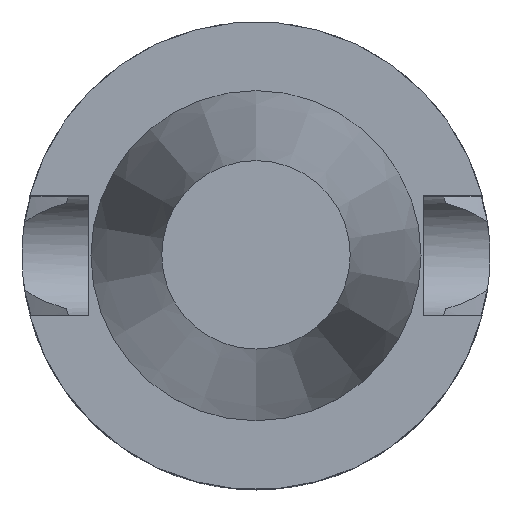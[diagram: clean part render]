
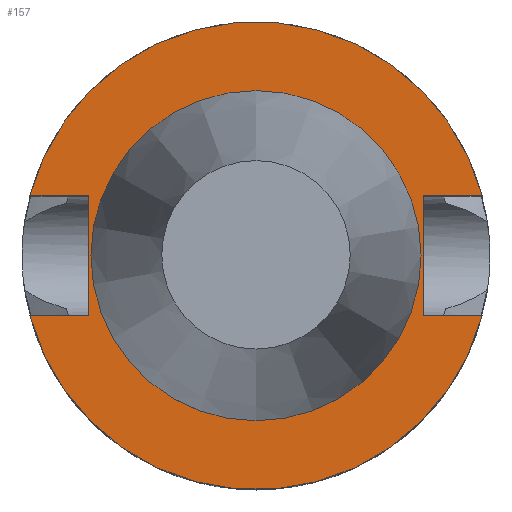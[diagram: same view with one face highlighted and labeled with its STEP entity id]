
A CAD part, top view. The second image highlights one B-rep face of the part: STEP entity #157.
In plain terms, the highlighted planar face has unit normal (0, 0, 1).
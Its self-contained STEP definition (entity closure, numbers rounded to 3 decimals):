
#146=EDGE_CURVE('240[2]',#392,#341,#393,.T.);
#150=EDGE_CURVE('240[2]',#341,#345,#398,.T.);
#157=ADVANCED_FACE('240[2]',(#407,#408),#409,.T.);
#161=EDGE_CURVE('240[2]',#415,#415,#416,.T.);
#206=EDGE_CURVE('240[2]',#375,#482,#483,.T.);
#208=EDGE_CURVE('240[2]',#485,#444,#486,.T.);
#213=EDGE_CURVE('240[2]',#345,#444,#492,.T.);
#258=EDGE_CURVE('240[2]',#553,#375,#554,.T.);
#270=EDGE_CURVE('240[2]',#392,#482,#568,.T.);
#295=EDGE_CURVE('240[2]',#485,#553,#598,.T.);
#341=VERTEX_POINT('',#642);
#345=VERTEX_POINT('',#648);
#375=VERTEX_POINT('',#696);
#392=VERTEX_POINT('',#718);
#393=LINE('',#719,#720);
#398=LINE('',#728,#729);
#407=FACE_OUTER_BOUND('',#742,.T.);
#408=FACE_BOUND('',#743,.T.);
#409=PLANE('',#744);
#415=VERTEX_POINT('',#753);
#416=CIRCLE('',#754,22.225);
#444=VERTEX_POINT('',#802);
#482=VERTEX_POINT('',#880);
#483=LINE('',#881,#882);
#485=VERTEX_POINT('',#885);
#486=CIRCLE('',#886,31.5);
#492=LINE('',#894,#895);
#553=VERTEX_POINT('',#1078);
#554=LINE('',#1079,#1080);
#568=CIRCLE('',#1109,31.5);
#598=LINE('',#1226,#1227);
#642=CARTESIAN_POINT('',(22.5,-8.05,-2.0));
#648=CARTESIAN_POINT('',(22.5,8.05,-2.0));
#696=CARTESIAN_POINT('',(-22.5,-8.05,-2.0));
#718=CARTESIAN_POINT('',(30.454,-8.05,-2.0));
#719=CARTESIAN_POINT('',(11.25,-8.05,-2.0));
#720=VECTOR('',#1362,1.0);
#728=CARTESIAN_POINT('',(22.5,13.431,-2.0));
#729=VECTOR('',#1364,1.0);
#742=EDGE_LOOP('',(#1370,#1371,#1372,#1373,#1374,#1375,#1376,#1377));
#743=EDGE_LOOP('',(#1378));
#744=AXIS2_PLACEMENT_3D('',#1379,#1380,#1381);
#753=CARTESIAN_POINT('',(0.,22.225,-2.0));
#754=AXIS2_PLACEMENT_3D('',#1383,#1384,#1385);
#802=CARTESIAN_POINT('',(30.454,8.05,-2.0));
#880=CARTESIAN_POINT('',(-30.454,-8.05,-2.0));
#881=CARTESIAN_POINT('',(-11.25,-8.05,-2.0));
#882=VECTOR('',#1457,1.0);
#885=CARTESIAN_POINT('',(-30.454,8.05,-2.0));
#886=AXIS2_PLACEMENT_3D('',#1458,#1459,#1460);
#894=CARTESIAN_POINT('',(11.25,8.05,-2.0));
#895=VECTOR('',#1466,1.0);
#1078=CARTESIAN_POINT('',(-22.5,8.05,-2.0));
#1079=CARTESIAN_POINT('',(-22.5,13.431,-2.0));
#1080=VECTOR('',#1541,1.0);
#1109=AXIS2_PLACEMENT_3D('',#1558,#1559,#1560);
#1226=CARTESIAN_POINT('',(-11.25,8.05,-2.0));
#1227=VECTOR('',#1593,1.0);
#1362=DIRECTION('',(-1.0,0.,0.));
#1364=DIRECTION('',(0.,1.0,0.));
#1370=ORIENTED_EDGE('',*,*,#206,.T.);
#1371=ORIENTED_EDGE('',*,*,#270,.F.);
#1372=ORIENTED_EDGE('',*,*,#146,.T.);
#1373=ORIENTED_EDGE('',*,*,#150,.T.);
#1374=ORIENTED_EDGE('',*,*,#213,.T.);
#1375=ORIENTED_EDGE('',*,*,#208,.F.);
#1376=ORIENTED_EDGE('',*,*,#295,.T.);
#1377=ORIENTED_EDGE('',*,*,#258,.T.);
#1378=ORIENTED_EDGE('',*,*,#161,.T.);
#1379=CARTESIAN_POINT('',(0.,26.863,-2.0));
#1380=DIRECTION('',(0.,0.,1.0));
#1381=DIRECTION('',(1.0,0.,0.0));
#1383=CARTESIAN_POINT('',(0.,0.,-2.0));
#1384=DIRECTION('',(0.,0.,-1.0));
#1385=DIRECTION('',(0.,1.0,0.));
#1457=DIRECTION('',(-1.0,0.,0.));
#1458=CARTESIAN_POINT('',(0.,0.,-2.0));
#1459=DIRECTION('',(0.,0.,-1.0));
#1460=DIRECTION('',(0.,1.0,0.));
#1466=DIRECTION('',(1.0,0.,0.));
#1541=DIRECTION('',(0.,-1.0,0.));
#1558=CARTESIAN_POINT('',(0.,0.,-2.0));
#1559=DIRECTION('',(0.,0.,-1.0));
#1560=DIRECTION('',(0.,1.0,0.));
#1593=DIRECTION('',(1.0,0.,0.));
